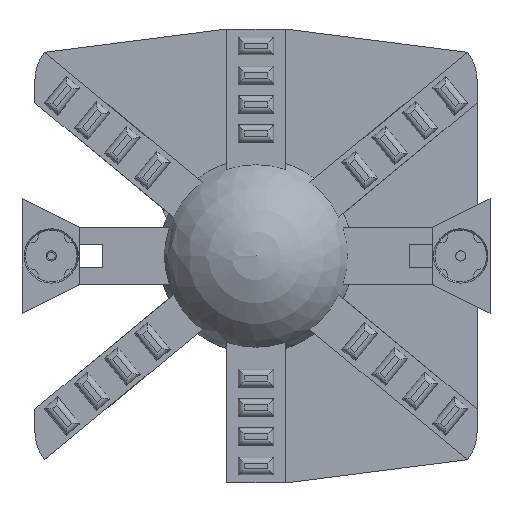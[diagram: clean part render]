
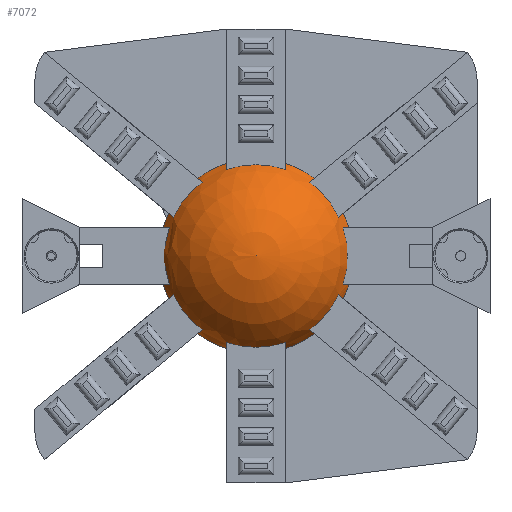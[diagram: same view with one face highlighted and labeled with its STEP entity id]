
A CAD part, top view. The second image highlights one B-rep face of the part: STEP entity #7072.
In plain terms, the highlighted spherical face has radius 22.86 mm.
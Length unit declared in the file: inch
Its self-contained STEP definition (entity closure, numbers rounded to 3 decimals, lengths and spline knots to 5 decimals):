
#152=SPHERICAL_SURFACE('',#7697,0.9);
#1782=FACE_OUTER_BOUND('',#2293,.T.);
#2293=EDGE_LOOP('',(#5200,#5201,#5202,#5203,#5204,#5205,#5206,#5207,#5208,
#5209,#5210,#5211,#5212,#5213,#5214,#5215,#5216,#5217,#5218,#5219,#5220,
#5221,#5222,#5223,#5224,#5225,#5226));
#2785=CIRCLE('',#7576,0.8791);
#2786=CIRCLE('',#7578,0.77942);
#2825=CIRCLE('',#7696,0.8791);
#2826=CIRCLE('',#7698,0.82916);
#2827=CIRCLE('',#7699,0.86458);
#2828=CIRCLE('',#7700,0.77942);
#2829=CIRCLE('',#7701,0.86458);
#2830=CIRCLE('',#7702,0.82916);
#2831=CIRCLE('',#7703,0.8791);
#2832=CIRCLE('',#7704,0.77942);
#2833=CIRCLE('',#7705,0.8791);
#2834=CIRCLE('',#7706,0.82916);
#2835=CIRCLE('',#7707,0.9);
#2836=CIRCLE('',#7708,0.82916);
#2837=CIRCLE('',#7709,0.8791);
#2838=CIRCLE('',#7710,0.77942);
#2839=CIRCLE('',#7711,0.8791);
#2840=CIRCLE('',#7712,0.82916);
#2841=CIRCLE('',#7713,0.86458);
#2842=CIRCLE('',#7714,0.77942);
#2843=CIRCLE('',#7715,0.86458);
#2844=CIRCLE('',#7716,0.82916);
#2845=CIRCLE('',#7717,0.8791);
#2846=CIRCLE('',#7718,0.77942);
#2847=CIRCLE('',#7719,0.8791);
#2848=CIRCLE('',#7720,0.82916);
#3141=VERTEX_POINT('',#11069);
#3142=VERTEX_POINT('',#11071);
#3144=VERTEX_POINT('',#11077);
#3229=VERTEX_POINT('',#11469);
#3230=VERTEX_POINT('',#11473);
#3231=VERTEX_POINT('',#11475);
#3232=VERTEX_POINT('',#11477);
#3233=VERTEX_POINT('',#11479);
#3234=VERTEX_POINT('',#11481);
#3235=VERTEX_POINT('',#11483);
#3236=VERTEX_POINT('',#11485);
#3237=VERTEX_POINT('',#11487);
#3238=VERTEX_POINT('',#11489);
#3239=VERTEX_POINT('',#11491);
#3240=VERTEX_POINT('',#11493);
#3241=VERTEX_POINT('',#11495);
#3242=VERTEX_POINT('',#11497);
#3243=VERTEX_POINT('',#11499);
#3244=VERTEX_POINT('',#11501);
#3245=VERTEX_POINT('',#11503);
#3246=VERTEX_POINT('',#11505);
#3247=VERTEX_POINT('',#11507);
#3248=VERTEX_POINT('',#11509);
#3249=VERTEX_POINT('',#11511);
#3250=VERTEX_POINT('',#11513);
#3251=VERTEX_POINT('',#11515);
#3806=EDGE_CURVE('',#3142,#3141,#2785,.T.);
#3810=EDGE_CURVE('',#3141,#3144,#2786,.T.);
#3945=EDGE_CURVE('',#3144,#3229,#2825,.T.);
#3947=EDGE_CURVE('',#3229,#3230,#2826,.T.);
#3948=EDGE_CURVE('',#3231,#3230,#2827,.T.);
#3949=EDGE_CURVE('',#3232,#3231,#2828,.T.);
#3950=EDGE_CURVE('',#3233,#3232,#2829,.T.);
#3951=EDGE_CURVE('',#3233,#3234,#2830,.T.);
#3952=EDGE_CURVE('',#3234,#3235,#2831,.T.);
#3953=EDGE_CURVE('',#3235,#3236,#2832,.T.);
#3954=EDGE_CURVE('',#3236,#3237,#2833,.T.);
#3955=EDGE_CURVE('',#3237,#3238,#2834,.T.);
#3956=EDGE_CURVE('',#3239,#3238,#2835,.T.);
#3957=EDGE_CURVE('',#3238,#3240,#2836,.T.);
#3958=EDGE_CURVE('',#3241,#3240,#2837,.T.);
#3959=EDGE_CURVE('',#3242,#3241,#2838,.T.);
#3960=EDGE_CURVE('',#3243,#3242,#2839,.T.);
#3961=EDGE_CURVE('',#3243,#3244,#2840,.T.);
#3962=EDGE_CURVE('',#3244,#3245,#2841,.T.);
#3963=EDGE_CURVE('',#3245,#3246,#2842,.T.);
#3964=EDGE_CURVE('',#3246,#3247,#2843,.T.);
#3965=EDGE_CURVE('',#3247,#3248,#2844,.T.);
#3966=EDGE_CURVE('',#3249,#3248,#2845,.T.);
#3967=EDGE_CURVE('',#3250,#3249,#2846,.T.);
#3968=EDGE_CURVE('',#3251,#3250,#2847,.T.);
#3969=EDGE_CURVE('',#3251,#3142,#2848,.T.);
#5200=ORIENTED_EDGE('',*,*,#3806,.T.);
#5201=ORIENTED_EDGE('',*,*,#3810,.T.);
#5202=ORIENTED_EDGE('',*,*,#3945,.T.);
#5203=ORIENTED_EDGE('',*,*,#3947,.T.);
#5204=ORIENTED_EDGE('',*,*,#3948,.F.);
#5205=ORIENTED_EDGE('',*,*,#3949,.F.);
#5206=ORIENTED_EDGE('',*,*,#3950,.F.);
#5207=ORIENTED_EDGE('',*,*,#3951,.T.);
#5208=ORIENTED_EDGE('',*,*,#3952,.T.);
#5209=ORIENTED_EDGE('',*,*,#3953,.T.);
#5210=ORIENTED_EDGE('',*,*,#3954,.T.);
#5211=ORIENTED_EDGE('',*,*,#3955,.T.);
#5212=ORIENTED_EDGE('',*,*,#3956,.F.);
#5213=ORIENTED_EDGE('',*,*,#3956,.T.);
#5214=ORIENTED_EDGE('',*,*,#3957,.T.);
#5215=ORIENTED_EDGE('',*,*,#3958,.F.);
#5216=ORIENTED_EDGE('',*,*,#3959,.F.);
#5217=ORIENTED_EDGE('',*,*,#3960,.F.);
#5218=ORIENTED_EDGE('',*,*,#3961,.T.);
#5219=ORIENTED_EDGE('',*,*,#3962,.T.);
#5220=ORIENTED_EDGE('',*,*,#3963,.T.);
#5221=ORIENTED_EDGE('',*,*,#3964,.T.);
#5222=ORIENTED_EDGE('',*,*,#3965,.T.);
#5223=ORIENTED_EDGE('',*,*,#3966,.F.);
#5224=ORIENTED_EDGE('',*,*,#3967,.F.);
#5225=ORIENTED_EDGE('',*,*,#3968,.F.);
#5226=ORIENTED_EDGE('',*,*,#3969,.T.);
#7072=ADVANCED_FACE('',(#1782),#152,.T.);
#7576=AXIS2_PLACEMENT_3D('',#11072,#8663,#8664);
#7578=AXIS2_PLACEMENT_3D('',#11080,#8670,#8671);
#7696=AXIS2_PLACEMENT_3D('',#11470,#8986,#8987);
#7697=AXIS2_PLACEMENT_3D('',#11472,#8989,#8990);
#7698=AXIS2_PLACEMENT_3D('',#11474,#8991,#8992);
#7699=AXIS2_PLACEMENT_3D('',#11476,#8993,#8994);
#7700=AXIS2_PLACEMENT_3D('',#11478,#8995,#8996);
#7701=AXIS2_PLACEMENT_3D('',#11480,#8997,#8998);
#7702=AXIS2_PLACEMENT_3D('',#11482,#8999,#9000);
#7703=AXIS2_PLACEMENT_3D('',#11484,#9001,#9002);
#7704=AXIS2_PLACEMENT_3D('',#11486,#9003,#9004);
#7705=AXIS2_PLACEMENT_3D('',#11488,#9005,#9006);
#7706=AXIS2_PLACEMENT_3D('',#11490,#9007,#9008);
#7707=AXIS2_PLACEMENT_3D('',#11492,#9009,#9010);
#7708=AXIS2_PLACEMENT_3D('',#11494,#9011,#9012);
#7709=AXIS2_PLACEMENT_3D('',#11496,#9013,#9014);
#7710=AXIS2_PLACEMENT_3D('',#11498,#9015,#9016);
#7711=AXIS2_PLACEMENT_3D('',#11500,#9017,#9018);
#7712=AXIS2_PLACEMENT_3D('',#11502,#9019,#9020);
#7713=AXIS2_PLACEMENT_3D('',#11504,#9021,#9022);
#7714=AXIS2_PLACEMENT_3D('',#11506,#9023,#9024);
#7715=AXIS2_PLACEMENT_3D('',#11508,#9025,#9026);
#7716=AXIS2_PLACEMENT_3D('',#11510,#9027,#9028);
#7717=AXIS2_PLACEMENT_3D('',#11512,#9029,#9030);
#7718=AXIS2_PLACEMENT_3D('',#11514,#9031,#9032);
#7719=AXIS2_PLACEMENT_3D('',#11516,#9033,#9034);
#7720=AXIS2_PLACEMENT_3D('',#11517,#9035,#9036);
#8663=DIRECTION('center_axis',(0.636,-0.771,0.));
#8664=DIRECTION('ref_axis',(0.,0.,1.));
#8670=DIRECTION('center_axis',(0.,0.,1.));
#8671=DIRECTION('ref_axis',(0.,1.,0.));
#8986=DIRECTION('center_axis',(-0.636,0.771,0.));
#8987=DIRECTION('ref_axis',(0.,0.,-1.));
#8989=DIRECTION('center_axis',(0.,0.,1.));
#8990=DIRECTION('ref_axis',(1.,0.,0.));
#8991=DIRECTION('center_axis',(0.,0.,1.));
#8992=DIRECTION('ref_axis',(0.,1.,0.));
#8993=DIRECTION('center_axis',(-1.,0.,0.));
#8994=DIRECTION('ref_axis',(0.,0.,1.));
#8995=DIRECTION('center_axis',(0.,0.,-1.));
#8996=DIRECTION('ref_axis',(0.,1.,0.));
#8997=DIRECTION('center_axis',(1.,0.,0.));
#8998=DIRECTION('ref_axis',(0.,0.,-1.));
#8999=DIRECTION('center_axis',(0.,0.,1.));
#9000=DIRECTION('ref_axis',(0.,1.,0.));
#9001=DIRECTION('center_axis',(0.636,0.771,0.));
#9002=DIRECTION('ref_axis',(0.,0.,-1.));
#9003=DIRECTION('center_axis',(0.,0.,1.));
#9004=DIRECTION('ref_axis',(0.,1.,0.));
#9005=DIRECTION('center_axis',(-0.636,-0.771,0.));
#9006=DIRECTION('ref_axis',(0.,0.,1.));
#9007=DIRECTION('center_axis',(0.,0.,1.));
#9008=DIRECTION('ref_axis',(0.,1.,0.));
#9009=DIRECTION('center_axis',(0.,-1.,0.));
#9010=DIRECTION('ref_axis',(-1.,0.,0.));
#9011=DIRECTION('center_axis',(0.,0.,1.));
#9012=DIRECTION('ref_axis',(0.,1.,0.));
#9013=DIRECTION('center_axis',(0.636,-0.771,0.));
#9014=DIRECTION('ref_axis',(0.,0.,-1.));
#9015=DIRECTION('center_axis',(0.,0.,-1.));
#9016=DIRECTION('ref_axis',(0.,1.,0.));
#9017=DIRECTION('center_axis',(-0.636,0.771,0.));
#9018=DIRECTION('ref_axis',(0.,0.,1.));
#9019=DIRECTION('center_axis',(0.,0.,1.));
#9020=DIRECTION('ref_axis',(0.,1.,0.));
#9021=DIRECTION('center_axis',(-1.,0.,0.));
#9022=DIRECTION('ref_axis',(0.,0.,-1.));
#9023=DIRECTION('center_axis',(0.,0.,1.));
#9024=DIRECTION('ref_axis',(0.,1.,0.));
#9025=DIRECTION('center_axis',(1.,0.,0.));
#9026=DIRECTION('ref_axis',(0.,0.,1.));
#9027=DIRECTION('center_axis',(0.,0.,1.));
#9028=DIRECTION('ref_axis',(0.,1.,0.));
#9029=DIRECTION('center_axis',(0.636,0.771,0.));
#9030=DIRECTION('ref_axis',(0.,0.,1.));
#9031=DIRECTION('center_axis',(0.,0.,-1.));
#9032=DIRECTION('ref_axis',(0.,1.,0.));
#9033=DIRECTION('center_axis',(-0.636,-0.771,0.));
#9034=DIRECTION('ref_axis',(0.,0.,-1.));
#9035=DIRECTION('center_axis',(0.,0.,1.));
#9036=DIRECTION('ref_axis',(0.,1.,0.));
#11069=CARTESIAN_POINT('',(0.70526,0.33184,0.35));
#11071=CARTESIAN_POINT('',(0.74477,0.36444,0.25));
#11072=CARTESIAN_POINT('Origin',(0.12272,-0.14875,-0.1));
#11077=CARTESIAN_POINT('',(0.45981,0.62934,0.35));
#11080=CARTESIAN_POINT('Origin',(0.,0.,0.35));
#11469=CARTESIAN_POINT('',(0.49933,0.66195,0.25));
#11470=CARTESIAN_POINT('Origin',(-0.12272,0.14875,-0.1));
#11472=CARTESIAN_POINT('Origin',(0.,0.,-0.1));
#11473=CARTESIAN_POINT('',(0.25,0.79057,0.25));
#11474=CARTESIAN_POINT('Origin',(0.,0.,0.25));
#11475=CARTESIAN_POINT('',(0.25,0.73824,0.35));
#11476=CARTESIAN_POINT('Origin',(0.25,0.,-0.1));
#11477=CARTESIAN_POINT('',(-0.25,0.73824,0.35));
#11478=CARTESIAN_POINT('Origin',(0.,0.,0.35));
#11479=CARTESIAN_POINT('',(-0.25,0.79057,0.25));
#11480=CARTESIAN_POINT('Origin',(-0.25,0.,-0.1));
#11481=CARTESIAN_POINT('',(-0.49933,0.66195,0.25));
#11482=CARTESIAN_POINT('Origin',(0.,0.,0.25));
#11483=CARTESIAN_POINT('',(-0.45981,0.62934,0.35));
#11484=CARTESIAN_POINT('Origin',(0.12272,0.14875,-0.1));
#11485=CARTESIAN_POINT('',(-0.70526,0.33184,0.35));
#11486=CARTESIAN_POINT('Origin',(0.,0.,0.35));
#11487=CARTESIAN_POINT('',(-0.74477,0.36444,0.25));
#11488=CARTESIAN_POINT('Origin',(-0.12272,-0.14875,
-0.1));
#11489=CARTESIAN_POINT('',(-0.82916,0.,0.25));
#11490=CARTESIAN_POINT('Origin',(0.,0.,0.25));
#11491=CARTESIAN_POINT('',(0.,0.,
0.8));
#11492=CARTESIAN_POINT('Origin',(0.,0.,-0.1));
#11493=CARTESIAN_POINT('',(-0.74477,-0.36444,0.25));
#11494=CARTESIAN_POINT('Origin',(0.,0.,0.25));
#11495=CARTESIAN_POINT('',(-0.70526,-0.33184,0.35));
#11496=CARTESIAN_POINT('Origin',(-0.12272,0.14875,-0.1));
#11497=CARTESIAN_POINT('',(-0.45981,-0.62934,0.35));
#11498=CARTESIAN_POINT('Origin',(0.,0.,0.35));
#11499=CARTESIAN_POINT('',(-0.49933,-0.66195,0.25));
#11500=CARTESIAN_POINT('Origin',(0.12272,-0.14875,-0.1));
#11501=CARTESIAN_POINT('',(-0.25,-0.79057,0.25));
#11502=CARTESIAN_POINT('Origin',(0.,0.,0.25));
#11503=CARTESIAN_POINT('',(-0.25,-0.73824,0.35));
#11504=CARTESIAN_POINT('Origin',(-0.25,0.,-0.1));
#11505=CARTESIAN_POINT('',(0.25,-0.73824,0.35));
#11506=CARTESIAN_POINT('Origin',(0.,0.,0.35));
#11507=CARTESIAN_POINT('',(0.25,-0.79057,0.25));
#11508=CARTESIAN_POINT('Origin',(0.25,0.,-0.1));
#11509=CARTESIAN_POINT('',(0.49933,-0.66195,0.25));
#11510=CARTESIAN_POINT('Origin',(0.,0.,0.25));
#11511=CARTESIAN_POINT('',(0.45981,-0.62934,0.35));
#11512=CARTESIAN_POINT('Origin',(-0.12272,-0.14875,
-0.1));
#11513=CARTESIAN_POINT('',(0.70526,-0.33184,0.35));
#11514=CARTESIAN_POINT('Origin',(0.,0.,0.35));
#11515=CARTESIAN_POINT('',(0.74477,-0.36444,0.25));
#11516=CARTESIAN_POINT('Origin',(0.12272,0.14875,-0.1));
#11517=CARTESIAN_POINT('Origin',(0.,0.,0.25));
